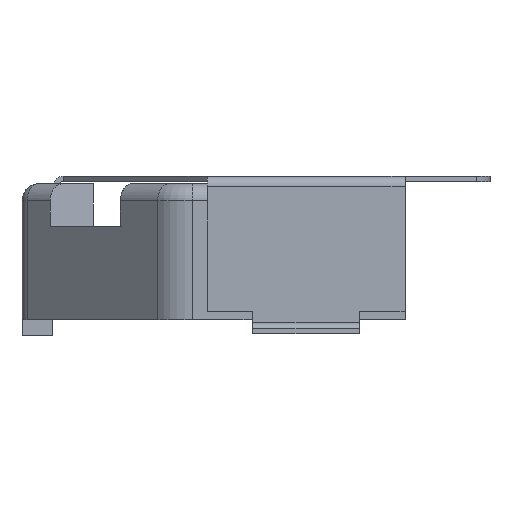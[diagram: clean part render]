
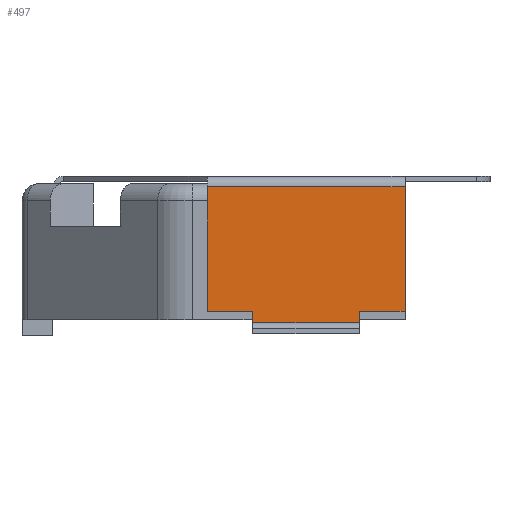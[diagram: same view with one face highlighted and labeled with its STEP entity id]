
A CAD part, left-side view. The second image highlights one B-rep face of the part: STEP entity #497.
In plain terms, the highlighted planar face has unit normal (-1, 0, 0).
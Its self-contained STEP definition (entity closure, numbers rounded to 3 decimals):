
#497 = ADVANCED_FACE('',(#498),#564,.F.);
#498 = FACE_BOUND('',#499,.T.);
#499 = EDGE_LOOP('',(#500,#510,#518,#526,#534,#542,#550,#558));
#500 = ORIENTED_EDGE('',*,*,#501,.F.);
#501 = EDGE_CURVE('',#502,#504,#506,.T.);
#502 = VERTEX_POINT('',#503);
#503 = CARTESIAN_POINT('',(-11.925,-2.523,
    0.608));
#504 = VERTEX_POINT('',#505);
#505 = CARTESIAN_POINT('',(-11.925,2.557,0.608
    ));
#506 = LINE('',#507,#508);
#507 = CARTESIAN_POINT('',(-11.925,-2.523,
    0.608));
#508 = VECTOR('',#509,1.);
#509 = DIRECTION('',(0.,1.,0.));
#510 = ORIENTED_EDGE('',*,*,#511,.F.);
#511 = EDGE_CURVE('',#512,#502,#514,.T.);
#512 = VERTEX_POINT('',#513);
#513 = CARTESIAN_POINT('',(-11.925,-2.523,
    1.167));
#514 = LINE('',#515,#516);
#515 = CARTESIAN_POINT('',(-11.925,-2.523,
    0.354));
#516 = VECTOR('',#517,1.);
#517 = DIRECTION('',(0.,0.,-1.));
#518 = ORIENTED_EDGE('',*,*,#519,.F.);
#519 = EDGE_CURVE('',#520,#512,#522,.T.);
#520 = VERTEX_POINT('',#521);
#521 = CARTESIAN_POINT('',(-11.925,-4.695,
    1.167));
#522 = LINE('',#523,#524);
#523 = CARTESIAN_POINT('',(-11.925,-2.523,
    1.167));
#524 = VECTOR('',#525,1.);
#525 = DIRECTION('',(0.,1.,0.));
#526 = ORIENTED_EDGE('',*,*,#527,.F.);
#527 = EDGE_CURVE('',#528,#520,#530,.T.);
#528 = VERTEX_POINT('',#529);
#529 = CARTESIAN_POINT('',(-11.925,-4.695,
    7.085));
#530 = LINE('',#531,#532);
#531 = CARTESIAN_POINT('',(-11.925,-4.695,
    1.167));
#532 = VECTOR('',#533,1.);
#533 = DIRECTION('',(0.,0.,-1.));
#534 = ORIENTED_EDGE('',*,*,#535,.F.);
#535 = EDGE_CURVE('',#536,#528,#538,.T.);
#536 = VERTEX_POINT('',#537);
#537 = CARTESIAN_POINT('',(-11.925,4.729,7.085
    ));
#538 = LINE('',#539,#540);
#539 = CARTESIAN_POINT('',(-11.925,-4.695,
    7.085));
#540 = VECTOR('',#541,1.);
#541 = DIRECTION('',(0.,-1.,0.));
#542 = ORIENTED_EDGE('',*,*,#543,.F.);
#543 = EDGE_CURVE('',#544,#536,#546,.T.);
#544 = VERTEX_POINT('',#545);
#545 = CARTESIAN_POINT('',(-11.925,4.729,1.167
    ));
#546 = LINE('',#547,#548);
#547 = CARTESIAN_POINT('',(-11.925,4.729,7.339
    ));
#548 = VECTOR('',#549,1.);
#549 = DIRECTION('',(0.,0.,1.));
#550 = ORIENTED_EDGE('',*,*,#551,.F.);
#551 = EDGE_CURVE('',#552,#544,#554,.T.);
#552 = VERTEX_POINT('',#553);
#553 = CARTESIAN_POINT('',(-11.925,2.557,1.167
    ));
#554 = LINE('',#555,#556);
#555 = CARTESIAN_POINT('',(-11.925,2.557,1.167
    ));
#556 = VECTOR('',#557,1.);
#557 = DIRECTION('',(0.,1.,0.));
#558 = ORIENTED_EDGE('',*,*,#559,.F.);
#559 = EDGE_CURVE('',#504,#552,#560,.T.);
#560 = LINE('',#561,#562);
#561 = CARTESIAN_POINT('',(-11.925,2.557,0.354
    ));
#562 = VECTOR('',#563,1.);
#563 = DIRECTION('',(0.,0.,1.));
#564 = PLANE('',#565);
#565 = AXIS2_PLACEMENT_3D('',#566,#567,#568);
#566 = CARTESIAN_POINT('',(-11.925,2.557,7.339
    ));
#567 = DIRECTION('',(1.,0.,0.));
#568 = DIRECTION('',(0.,0.,-1.));
